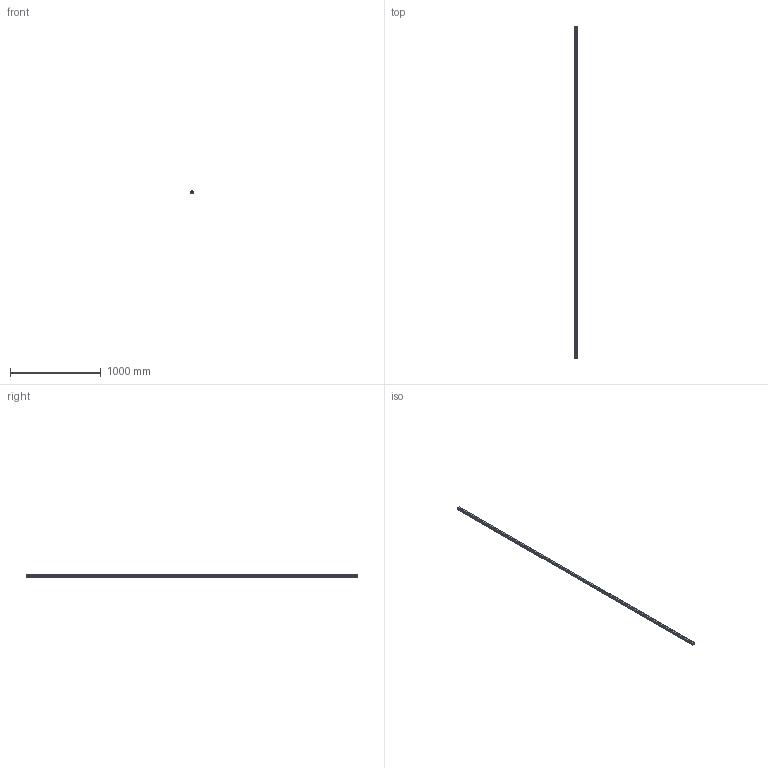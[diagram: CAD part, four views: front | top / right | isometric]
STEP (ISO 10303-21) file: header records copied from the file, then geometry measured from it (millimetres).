
FILE_DESCRIPTION(('STEP AP214'),'1');
FILE_NAME('cctmp_CD693243-DD3A-4265-B624-027496271B80_2021_01_26_14_35_46_0300..stp','2021-01-26T13:35:46',('HIWIN GmbH'),('CADClick - www.CADClick.com'),'Spatial InterOp 3D',' ','unknown authorization');
FILE_SCHEMA(('AUTOMOTIVE_DESIGN'));
Length unit declared in the file: millimetre
Products named in the file (1): HGR30T3660C_FILE
Bounding box: 28 x 3660 x 26 mm (x, y, z)
Volume: 2220135.4 mm3; surface area: 420845.9 mm2
Topology: 1 solids, 1 shells, 299 faces, 787 edges, 448 vertices
Faces by surface type: cylinder 114, plane 93, cone 92
Entity records: 10905 total; most frequent: DIRECTION 1523, CARTESIAN_POINT 1443, ORIENTED_EDGE 1390, EDGE_CURVE 695, AXIS2_PLACEMENT_3D 528, LINE 467, VECTOR 467, VERTEX_POINT 448
